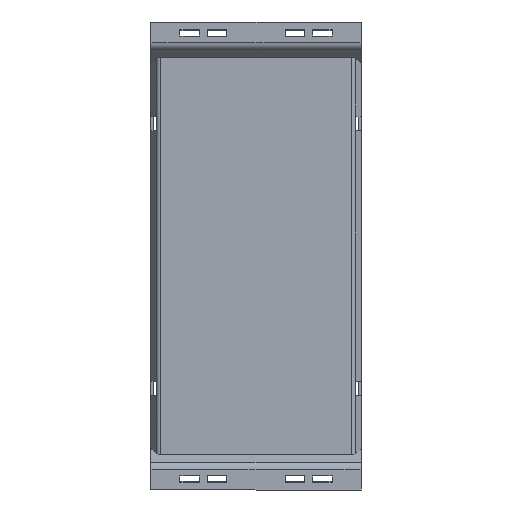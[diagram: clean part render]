
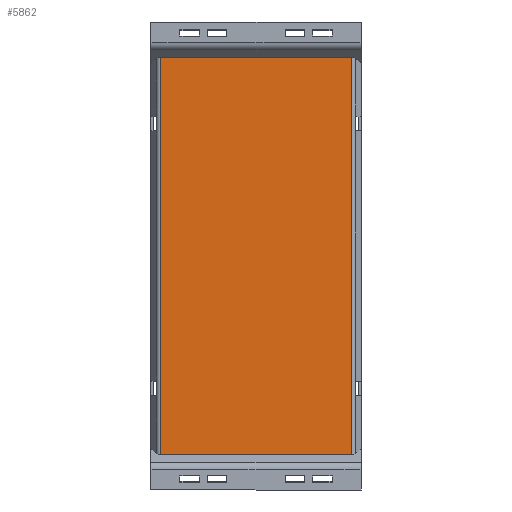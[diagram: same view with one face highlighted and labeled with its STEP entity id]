
A CAD part, top view. The second image highlights one B-rep face of the part: STEP entity #5862.
In plain terms, the highlighted planar face has unit normal (0, 0, 1).
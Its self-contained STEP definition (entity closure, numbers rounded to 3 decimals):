
#5842=AXIS2_PLACEMENT_3D('Plane Axis2P3D',#5839,#5840,#5841) ;
#2019=CARTESIAN_POINT('Vertex',(42.939,92.446,11.5)) ;
#2022=CARTESIAN_POINT('Line Origine',(42.939,50.,11.5)) ;
#2026=CARTESIAN_POINT('Vertex',(42.939,7.554,11.5)) ;
#5819=CARTESIAN_POINT('Vertex',(2.061,92.446,11.5)) ;
#5822=CARTESIAN_POINT('Line Origine',(22.5,92.446,11.5)) ;
#5839=CARTESIAN_POINT('Axis2P3D Location',(33.75,7.554,11.5)) ;
#5844=CARTESIAN_POINT('Line Origine',(2.061,50.,11.5)) ;
#5848=CARTESIAN_POINT('Vertex',(2.061,7.554,11.5)) ;
#5851=CARTESIAN_POINT('Line Origine',(22.5,7.554,11.5)) ;
#2023=DIRECTION('Vector Direction',(0.,-1.,0.)) ;
#5823=DIRECTION('Vector Direction',(1.,0.,0.)) ;
#5840=DIRECTION('Axis2P3D Direction',(0.,0.,-1.)) ;
#5841=DIRECTION('Axis2P3D XDirection',(0.,1.,0.)) ;
#5845=DIRECTION('Vector Direction',(0.,-1.,0.)) ;
#5852=DIRECTION('Vector Direction',(1.,0.,0.)) ;
#2024=VECTOR('Line Direction',#2023,1.) ;
#5824=VECTOR('Line Direction',#5823,1.) ;
#5846=VECTOR('Line Direction',#5845,1.) ;
#5853=VECTOR('Line Direction',#5852,1.) ;
#5857=ORIENTED_EDGE('',*,*,#2028,.F.) ;
#5858=ORIENTED_EDGE('',*,*,#5826,.F.) ;
#5859=ORIENTED_EDGE('',*,*,#5850,.F.) ;
#5860=ORIENTED_EDGE('',*,*,#5855,.T.) ;
#5862=ADVANCED_FACE('FRONT',(#5861),#5843,.F.) ;
#2028=EDGE_CURVE('',#2020,#2027,#2025,.T.) ;
#5826=EDGE_CURVE('',#5820,#2020,#5825,.T.) ;
#5850=EDGE_CURVE('',#5849,#5820,#5847,.F.) ;
#5855=EDGE_CURVE('',#5849,#2027,#5854,.T.) ;
#5856=EDGE_LOOP('',(#5857,#5858,#5859,#5860)) ;
#5861=FACE_OUTER_BOUND('',#5856,.T.) ;
#2025=LINE('Line',#2022,#2024) ;
#5825=LINE('Line',#5822,#5824) ;
#5847=LINE('Line',#5844,#5846) ;
#5854=LINE('Line',#5851,#5853) ;
#5843=PLANE('',#5842) ;
#2020=VERTEX_POINT('',#2019) ;
#2027=VERTEX_POINT('',#2026) ;
#5820=VERTEX_POINT('',#5819) ;
#5849=VERTEX_POINT('',#5848) ;
